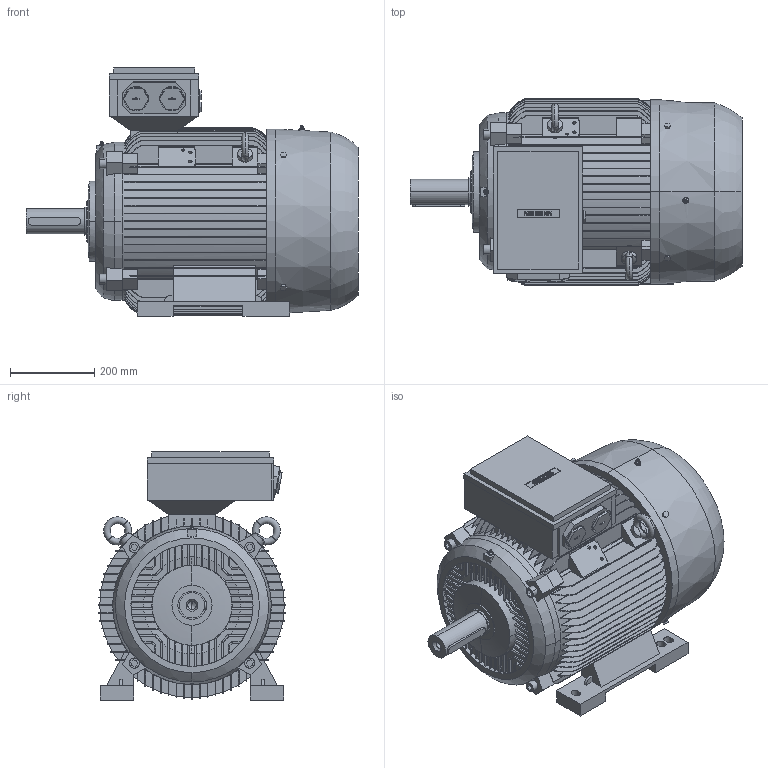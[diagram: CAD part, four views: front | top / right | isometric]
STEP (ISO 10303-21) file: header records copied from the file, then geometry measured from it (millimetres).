
FILE_DESCRIPTION(('STEP AP214'),'1');
FILE_NAME('cctmp_487A7FE2-6684-4F8B-B6D8-48B18A9DD684_2023_06_26_14_45_02_0205..stp','2023-06-26T12:45:03',('SIEMENS A&D'),('CADClick - www.CADClick.com'),'Spatial InterOp 3D',' ','unknown authorization');
FILE_SCHEMA(('AUTOMOTIVE_DESIGN'));
Length unit declared in the file: millimetre
Products named in the file (1): 1
Bounding box: 788 x 446 x 589 mm (x, y, z)
Volume: 88350160.6 mm3; surface area: 2915052.2 mm2
Topology: 7 solids, 9 shells, 1475 faces, 4146 edges, 2732 vertices
Faces by surface type: plane 931, cylinder 310, torus 196, cone 38
Entity records: 73513 total; most frequent: CARTESIAN_POINT 24338, ORIENTED_EDGE 8288, DIRECTION 7132, EDGE_CURVE 4144, VERTEX_POINT 2732, LINE 2502, VECTOR 2502, AXIS2_PLACEMENT_3D 2315
